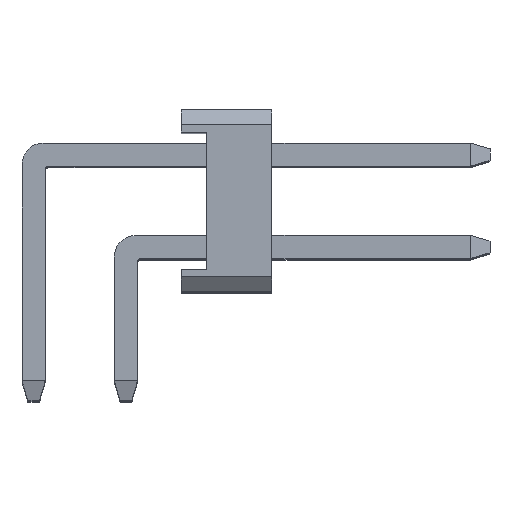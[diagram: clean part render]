
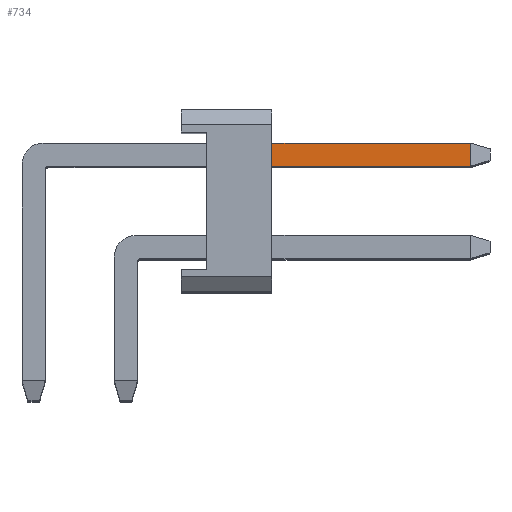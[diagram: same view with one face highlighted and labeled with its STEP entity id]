
A CAD part, top view. The second image highlights one B-rep face of the part: STEP entity #734.
In plain terms, the highlighted planar face has unit normal (0, 0, 1).
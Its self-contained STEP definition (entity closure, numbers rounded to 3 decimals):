
#167 = VERTEX_POINT('',#168);
#168 = CARTESIAN_POINT('',(341.117,13.79,
    60.295));
#176 = PLANE('',#177);
#177 = AXIS2_PLACEMENT_3D('',#178,#179,#180);
#178 = CARTESIAN_POINT('',(347.237,13.79,
    58.871));
#179 = DIRECTION('',(0.,-1.,0.));
#180 = DIRECTION('',(0.,0.,
    1.));
#187 = PLANE('',#188);
#188 = AXIS2_PLACEMENT_3D('',#189,#190,#191);
#189 = CARTESIAN_POINT('',(341.117,15.96,
    63.905));
#190 = DIRECTION('',(1.,0.,
    0.));
#191 = DIRECTION('',(0.,-1.,0.));
#224 = VERTEX_POINT('',#225);
#225 = CARTESIAN_POINT('',(346.572,13.79,
    60.295));
#248 = EDGE_CURVE('',#224,#167,#249,.T.);
#249 = SURFACE_CURVE('',#250,(#253,#259),.PCURVE_S1.);
#250 = B_SPLINE_CURVE_WITH_KNOTS('',1,(#251,#252),.UNSPECIFIED.,.F.,.F.,
  (2,2),(0.,5.454),.PIECEWISE_BEZIER_KNOTS.);
#251 = CARTESIAN_POINT('',(346.572,13.79,
    60.295));
#252 = CARTESIAN_POINT('',(341.117,13.79,
    60.295));
#253 = PCURVE('',#176,#254);
#254 = DEFINITIONAL_REPRESENTATION('',(#255),#258);
#255 = B_SPLINE_CURVE_WITH_KNOTS('',1,(#256,#257),.UNSPECIFIED.,.F.,.F.,
  (2,2),(0.,5.454),.PIECEWISE_BEZIER_KNOTS.);
#256 = CARTESIAN_POINT('',(1.424,0.665));
#257 = CARTESIAN_POINT('',(1.424,6.12));
#258 = ( GEOMETRIC_REPRESENTATION_CONTEXT(2) 
PARAMETRIC_REPRESENTATION_CONTEXT() REPRESENTATION_CONTEXT('2D SPACE',''
  ) );
#259 = PCURVE('',#260,#265);
#260 = PLANE('',#261);
#261 = AXIS2_PLACEMENT_3D('',#262,#263,#264);
#262 = CARTESIAN_POINT('',(347.237,13.006,60.295
    ));
#263 = DIRECTION('',(0.,0.,
    1.));
#264 = DIRECTION('',(0.,-1.,0.));
#265 = DEFINITIONAL_REPRESENTATION('',(#266),#269);
#266 = B_SPLINE_CURVE_WITH_KNOTS('',1,(#267,#268),.UNSPECIFIED.,.F.,.F.,
  (2,2),(0.,5.454),.PIECEWISE_BEZIER_KNOTS.);
#267 = CARTESIAN_POINT('',(-0.784,-0.665));
#268 = CARTESIAN_POINT('',(-0.784,-6.12));
#269 = ( GEOMETRIC_REPRESENTATION_CONTEXT(2) 
PARAMETRIC_REPRESENTATION_CONTEXT() REPRESENTATION_CONTEXT('2D SPACE',''
  ) );
#277 = VERTEX_POINT('',#278);
#278 = CARTESIAN_POINT('',(341.117,14.43,
    60.295));
#284 = PLANE('',#285);
#285 = AXIS2_PLACEMENT_3D('',#286,#287,#288);
#286 = CARTESIAN_POINT('',(347.237,14.43,
    61.079));
#287 = DIRECTION('',(0.,1.,0.));
#288 = DIRECTION('',(0.,0.,
    -1.));
#301 = EDGE_CURVE('',#277,#302,#304,.T.);
#302 = VERTEX_POINT('',#303);
#303 = CARTESIAN_POINT('',(346.572,14.43,
    60.295));
#304 = SURFACE_CURVE('',#305,(#308,#314),.PCURVE_S1.);
#305 = B_SPLINE_CURVE_WITH_KNOTS('',1,(#306,#307),.UNSPECIFIED.,.F.,.F.,
  (2,2),(0.,5.454),.PIECEWISE_BEZIER_KNOTS.);
#306 = CARTESIAN_POINT('',(341.117,14.43,
    60.295));
#307 = CARTESIAN_POINT('',(346.572,14.43,
    60.295));
#308 = PCURVE('',#284,#309);
#309 = DEFINITIONAL_REPRESENTATION('',(#310),#313);
#310 = B_SPLINE_CURVE_WITH_KNOTS('',1,(#311,#312),.UNSPECIFIED.,.F.,.F.,
  (2,2),(0.,5.454),.PIECEWISE_BEZIER_KNOTS.);
#311 = CARTESIAN_POINT('',(0.784,6.12));
#312 = CARTESIAN_POINT('',(0.784,0.665));
#313 = ( GEOMETRIC_REPRESENTATION_CONTEXT(2) 
PARAMETRIC_REPRESENTATION_CONTEXT() REPRESENTATION_CONTEXT('2D SPACE',''
  ) );
#314 = PCURVE('',#260,#315);
#315 = DEFINITIONAL_REPRESENTATION('',(#316),#319);
#316 = B_SPLINE_CURVE_WITH_KNOTS('',1,(#317,#318),.UNSPECIFIED.,.F.,.F.,
  (2,2),(0.,5.454),.PIECEWISE_BEZIER_KNOTS.);
#317 = CARTESIAN_POINT('',(-1.424,-6.12));
#318 = CARTESIAN_POINT('',(-1.424,-0.665));
#319 = ( GEOMETRIC_REPRESENTATION_CONTEXT(2) 
PARAMETRIC_REPRESENTATION_CONTEXT() REPRESENTATION_CONTEXT('2D SPACE',''
  ) );
#734 = ADVANCED_FACE('',(#735),#260,.T.);
#735 = FACE_BOUND('',#736,.T.);
#736 = EDGE_LOOP('',(#737,#755,#756,#779));
#737 = ORIENTED_EDGE('',*,*,#738,.T.);
#738 = EDGE_CURVE('',#277,#167,#739,.T.);
#739 = SURFACE_CURVE('',#740,(#743,#749),.PCURVE_S1.);
#740 = B_SPLINE_CURVE_WITH_KNOTS('',1,(#741,#742),.UNSPECIFIED.,.F.,.F.,
  (2,2),(-0.64,0.),.PIECEWISE_BEZIER_KNOTS.);
#741 = CARTESIAN_POINT('',(341.117,14.43,
    60.295));
#742 = CARTESIAN_POINT('',(341.117,13.79,
    60.295));
#743 = PCURVE('',#260,#744);
#744 = DEFINITIONAL_REPRESENTATION('',(#745),#748);
#745 = B_SPLINE_CURVE_WITH_KNOTS('',1,(#746,#747),.UNSPECIFIED.,.F.,.F.,
  (2,2),(-0.64,0.),.PIECEWISE_BEZIER_KNOTS.);
#746 = CARTESIAN_POINT('',(-1.424,-6.12));
#747 = CARTESIAN_POINT('',(-0.784,-6.12));
#748 = ( GEOMETRIC_REPRESENTATION_CONTEXT(2) 
PARAMETRIC_REPRESENTATION_CONTEXT() REPRESENTATION_CONTEXT('2D SPACE',''
  ) );
#749 = PCURVE('',#187,#750);
#750 = DEFINITIONAL_REPRESENTATION('',(#751),#754);
#751 = B_SPLINE_CURVE_WITH_KNOTS('',1,(#752,#753),.UNSPECIFIED.,.F.,.F.,
  (2,2),(-0.64,0.),.PIECEWISE_BEZIER_KNOTS.);
#752 = CARTESIAN_POINT('',(1.53,3.61));
#753 = CARTESIAN_POINT('',(2.17,3.61));
#754 = ( GEOMETRIC_REPRESENTATION_CONTEXT(2) 
PARAMETRIC_REPRESENTATION_CONTEXT() REPRESENTATION_CONTEXT('2D SPACE',''
  ) );
#755 = ORIENTED_EDGE('',*,*,#248,.F.);
#756 = ORIENTED_EDGE('',*,*,#757,.T.);
#757 = EDGE_CURVE('',#224,#302,#758,.T.);
#758 = SURFACE_CURVE('',#759,(#762,#768),.PCURVE_S1.);
#759 = B_SPLINE_CURVE_WITH_KNOTS('',1,(#760,#761),.UNSPECIFIED.,.F.,.F.,
  (2,2),(0.,0.64),.PIECEWISE_BEZIER_KNOTS.);
#760 = CARTESIAN_POINT('',(346.572,13.79,
    60.295));
#761 = CARTESIAN_POINT('',(346.572,14.43,
    60.295));
#762 = PCURVE('',#260,#763);
#763 = DEFINITIONAL_REPRESENTATION('',(#764),#767);
#764 = B_SPLINE_CURVE_WITH_KNOTS('',1,(#765,#766),.UNSPECIFIED.,.F.,.F.,
  (2,2),(0.,0.64),.PIECEWISE_BEZIER_KNOTS.);
#765 = CARTESIAN_POINT('',(-0.784,-0.665));
#766 = CARTESIAN_POINT('',(-1.424,-0.665));
#767 = ( GEOMETRIC_REPRESENTATION_CONTEXT(2) 
PARAMETRIC_REPRESENTATION_CONTEXT() REPRESENTATION_CONTEXT('2D SPACE',''
  ) );
#768 = PCURVE('',#769,#774);
#769 = PLANE('',#770);
#770 = AXIS2_PLACEMENT_3D('',#771,#772,#773);
#771 = CARTESIAN_POINT('',(347.891,15.214,
    59.908));
#772 = DIRECTION('',(0.281,0.,0.96)
  );
#773 = DIRECTION('',(0.96,0.,-0.281)
  );
#774 = DEFINITIONAL_REPRESENTATION('',(#775),#778);
#775 = B_SPLINE_CURVE_WITH_KNOTS('',1,(#776,#777),.UNSPECIFIED.,.F.,.F.,
  (2,2),(0.,0.64),.PIECEWISE_BEZIER_KNOTS.);
#776 = CARTESIAN_POINT('',(-1.375,-1.424));
#777 = CARTESIAN_POINT('',(-1.375,-0.784));
#778 = ( GEOMETRIC_REPRESENTATION_CONTEXT(2) 
PARAMETRIC_REPRESENTATION_CONTEXT() REPRESENTATION_CONTEXT('2D SPACE',''
  ) );
#779 = ORIENTED_EDGE('',*,*,#301,.F.);
